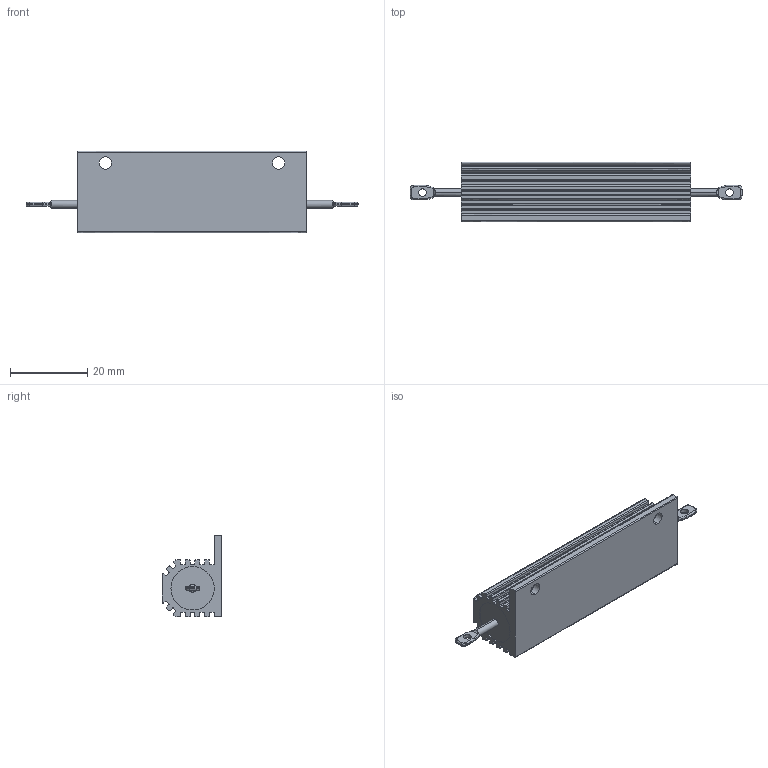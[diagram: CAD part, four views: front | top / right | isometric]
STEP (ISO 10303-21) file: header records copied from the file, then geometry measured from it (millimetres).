
FILE_DESCRIPTION (( 'STEP AP214' ), '1' );
FILE_NAME ('100W 30OHM RESISTOR.STEP', '2023-10-20T14:53:55', ( '' ), ( '' ), 'SwSTEP 2.0', 'SolidWorks 2022', '' );
FILE_SCHEMA (( 'AUTOMOTIVE_DESIGN' ));
Length unit declared in the file: millimetre
Products named in the file (1): 100W 30OHM RESISTOR
Bounding box: 86.21 x 15.42 x 21.25 mm (x, y, z)
Volume: 12612.2 mm3; surface area: 6306.4 mm2
Topology: 3 solids, 3 shells, 190 faces, 518 edges, 336 vertices
Faces by surface type: plane 76, bspline 58, cylinder 40, torus 16
Entity records: 8714 total; most frequent: CARTESIAN_POINT 3995, ORIENTED_EDGE 1036, DIRECTION 604, EDGE_CURVE 518, VERTEX_POINT 336, B_SPLINE_CURVE_WITH_KNOTS 264, AXIS2_PLACEMENT_3D 217, EDGE_LOOP 200
